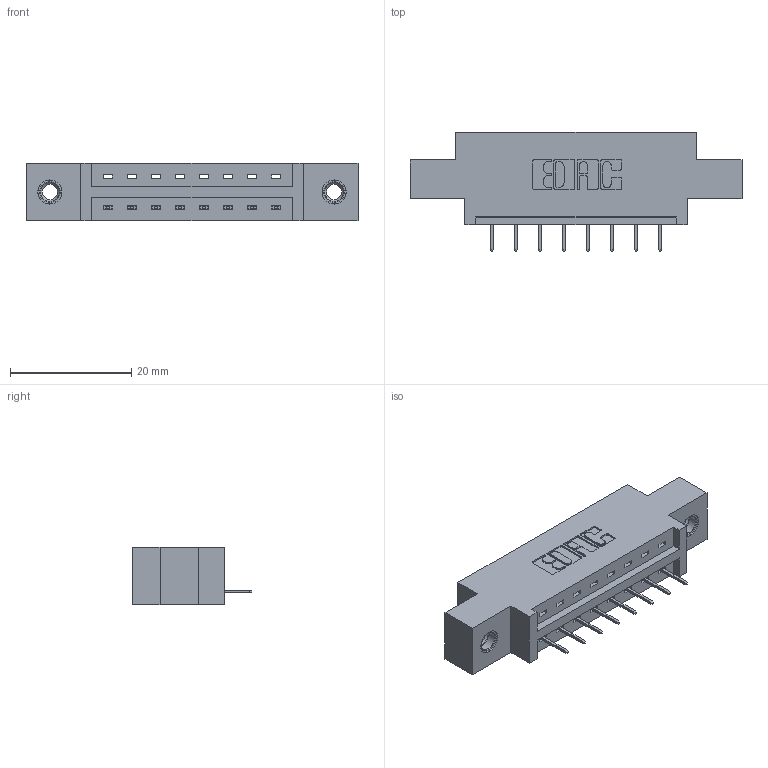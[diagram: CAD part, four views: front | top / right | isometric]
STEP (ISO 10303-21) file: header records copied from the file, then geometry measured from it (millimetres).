
FILE_DESCRIPTION (( 'STEP AP203' ), '1' );
FILE_NAME ('337-008-524-607.STEP', '2019-09-27T18:58:00', ( '' ), ( '' ), 'SwSTEP 2.0', 'SolidWorks 2016', '' );
FILE_SCHEMA (( 'CONFIG_CONTROL_DESIGN' ));
Length unit declared in the file: inch
Products named in the file (4): 337-008-524-607; 345-292-001_345-293-124; 345-250-001_345-250-005-103; 337 Part_0.170 Offset - 0.156 Dia-TI
Assembly tree (11 placements, depth 2):
  337-008-524-607
    337 Part_0.170 Offset - 0.156 Dia-TI
    345-292-001_345-293-124  x8
    345-250-001_345-250-005-103  x2
Bounding box: 54.71 x 19.69 x 9.4 mm (x, y, z)
Volume: 5098.3 mm3; surface area: 5105.9 mm2
Topology: 11 solids, 11 shells, 706 faces, 1995 edges, 1290 vertices
Faces by surface type: plane 522, cylinder 168, cone 12, torus 4
Entity records: 11736 total; most frequent: CARTESIAN_POINT 2021, ORIENTED_EDGE 1958, DIRECTION 1805, EDGE_CURVE 979, VECTOR 835, LINE 835, VERTEX_POINT 644, AXIS2_PLACEMENT_3D 485
